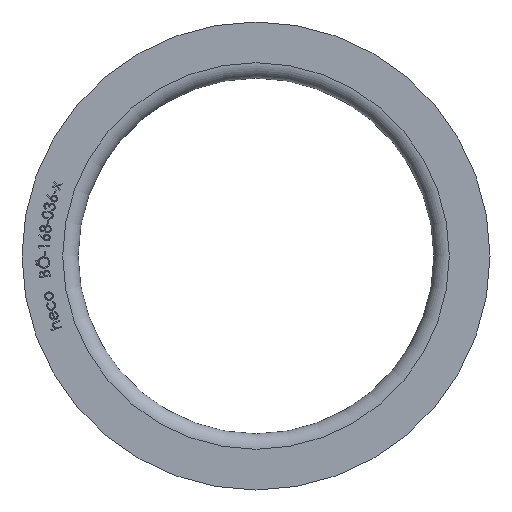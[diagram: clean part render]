
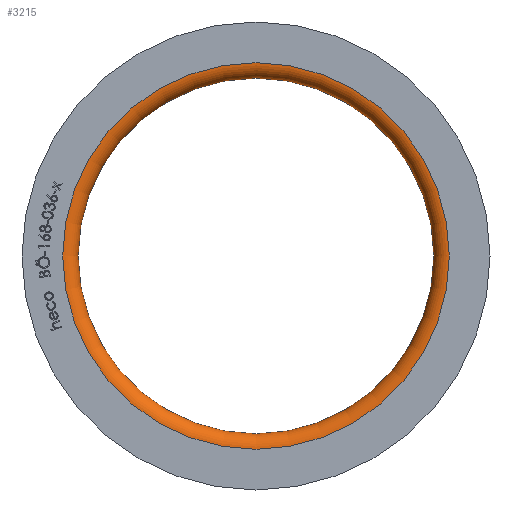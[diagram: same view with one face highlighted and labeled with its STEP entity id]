
A CAD part, left-side view. The second image highlights one B-rep face of the part: STEP entity #3215.
In plain terms, the highlighted toroidal (fillet/blend) face has major radius 87.55 mm and minor radius 7 mm.
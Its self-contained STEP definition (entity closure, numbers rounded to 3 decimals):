
#69 = FACE_OUTER_BOUND ( 'NONE', #6692, .T. ) ;
#711 = CIRCLE ( 'NONE', #11217, 80.55 ) ;
#1110 = FACE_OUTER_BOUND ( 'NONE', #9785, .T. ) ;
#1474 = DIRECTION ( 'NONE',  ( -1., 0., 0. ) ) ;
#2484 = DIRECTION ( 'NONE',  ( -1., 0., 0. ) ) ;
#3215 = ADVANCED_FACE ( 'NONE', ( #69, #1110 ), #14508, .T. ) ;
#3318 = VERTEX_POINT ( 'NONE', #13701 ) ;
#3569 = VERTEX_POINT ( 'NONE', #7243 ) ;
#4107 = EDGE_CURVE ( 'NONE', #3569, #3569, #711, .T. ) ;
#4593 = ORIENTED_EDGE ( 'NONE', *, *, #4107, .F. ) ;
#4978 = CARTESIAN_POINT ( 'NONE',  ( 7., 0., 0. ) ) ;
#5198 = CARTESIAN_POINT ( 'NONE',  ( 0., 0., 0. ) ) ;
#6251 = CIRCLE ( 'NONE', #15187, 87.55 ) ;
#6342 = ORIENTED_EDGE ( 'NONE', *, *, #15667, .T. ) ;
#6692 = EDGE_LOOP ( 'NONE', ( #4593 ) ) ;
#7243 = CARTESIAN_POINT ( 'NONE',  ( 7., 0., 80.55 ) ) ;
#7356 = DIRECTION ( 'NONE',  ( 0., 0., 1. ) ) ;
#9785 = EDGE_LOOP ( 'NONE', ( #6342 ) ) ;
#10960 = AXIS2_PLACEMENT_3D ( 'NONE', #4978, #2484, #7356 ) ;
#11217 = AXIS2_PLACEMENT_3D ( 'NONE', #12494, #14885, #13675 ) ;
#12494 = CARTESIAN_POINT ( 'NONE',  ( 7., 0., 0. ) ) ;
#13675 = DIRECTION ( 'NONE',  ( 0., 0., 1. ) ) ;
#13701 = CARTESIAN_POINT ( 'NONE',  ( 0., 0., 87.55 ) ) ;
#14508 = TOROIDAL_SURFACE ( 'NONE', #10960, 87.55, 7. ) ;
#14885 = DIRECTION ( 'NONE',  ( -1., 0., 0. ) ) ;
#15187 = AXIS2_PLACEMENT_3D ( 'NONE', #5198, #1474, #15760 ) ;
#15667 = EDGE_CURVE ( 'NONE', #3318, #3318, #6251, .T. ) ;
#15760 = DIRECTION ( 'NONE',  ( 0., 0., 1. ) ) ;
